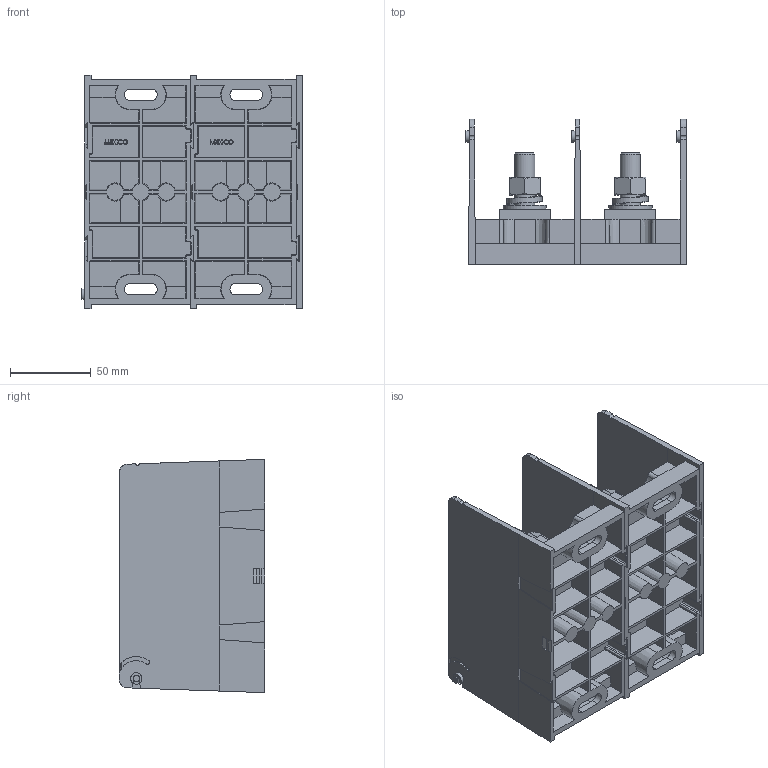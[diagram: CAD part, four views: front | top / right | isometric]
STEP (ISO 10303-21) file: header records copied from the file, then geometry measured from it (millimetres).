
FILE_DESCRIPTION (( 'STEP AP214' ), '1' );
FILE_NAME ('701915rev-2P.STEP', '2019-12-10T19:50:14', ( '' ), ( '' ), 'SwSTEP 2.0', 'SolidWorks 2017', '' );
FILE_SCHEMA (( 'AUTOMOTIVE_DESIGN' ));
Length unit declared in the file: inch
Products named in the file (2): 701915rev-2P
Bounding box: 136.78 x 90.17 x 144.78 mm (x, y, z)
Volume: 362371 mm3; surface area: 227320.4 mm2
Topology: 23 solids, 23 shells, 2009 faces, 5446 edges, 3546 vertices
Faces by surface type: plane 1067, cylinder 752, cone 130, bspline 46, torus 14
Full cylindrical faces by diameter (mm): 4.064 x1, 4.928 x2, 6.909 x2, 7.112 x1, 10.795 x2, 12.7 x8, 13.487 x4, 13.894 x4, 14.3 x4, 19.05 x4, 26.975 x4
Entity records: 101404 total; most frequent: CARTESIAN_POINT 26359, ORIENTED_EDGE 10684, DIRECTION 9444, EDGE_CURVE 5342, VERTEX_POINT 3514, AXIS2_PLACEMENT_3D 3329, VECTOR 2786, LINE 2786
